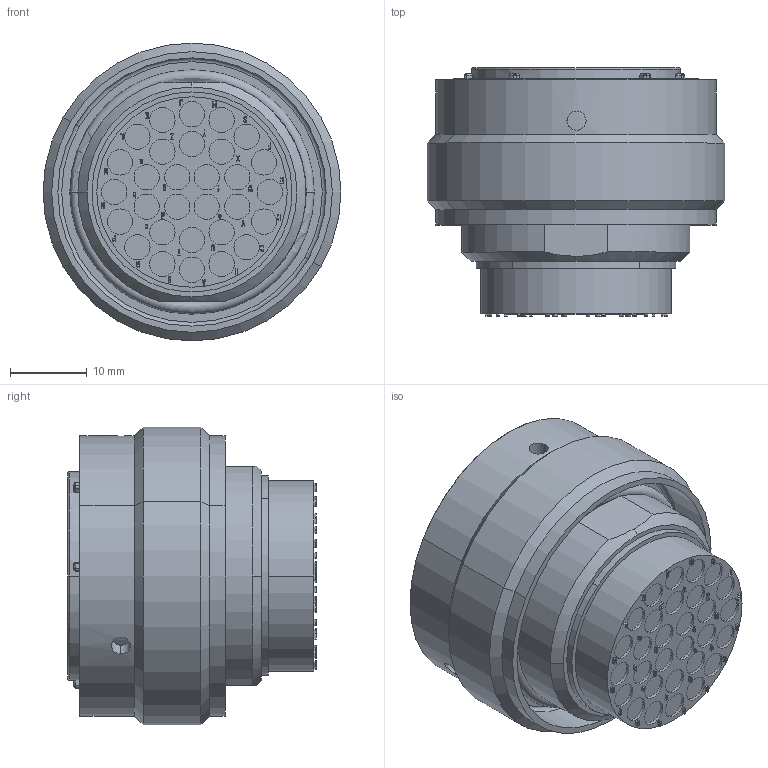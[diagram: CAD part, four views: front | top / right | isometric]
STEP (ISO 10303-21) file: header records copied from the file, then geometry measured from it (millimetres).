
FILE_DESCRIPTION((''),'2;1');
FILE_NAME('UT062030PH','2014-02-13T',('plandais'),('SOURIAU'),'PRO/ENGINEER BY PARAMETRIC TECHNOLOGY CORPORATION, 2010140','PRO/ENGINEER BY PARAMETRIC TECHNOLOGY CORPORATION, 2010140','');
FILE_SCHEMA(('CONFIG_CONTROL_DESIGN'));
Length unit declared in the file: millimetre
Products named in the file (1): UT062030PH
Bounding box: 38.8 x 32.34 x 38.8 mm (x, y, z)
Volume: 21648.2 mm3; surface area: 9965.3 mm2
Topology: 1 solids, 1 shells, 2098 faces, 5823 edges, 3822 vertices
Faces by surface type: plane 1836, cylinder 173, sphere 70, torus 11, cone 8
Entity records: 66001 total; most frequent: CARTESIAN_POINT 12207, ORIENTED_EDGE 11526, DIRECTION 10344, EDGE_CURVE 5763, VECTOR 5288, LINE 5288, VERTEX_POINT 3822, AXIS2_PLACEMENT_3D 2528
